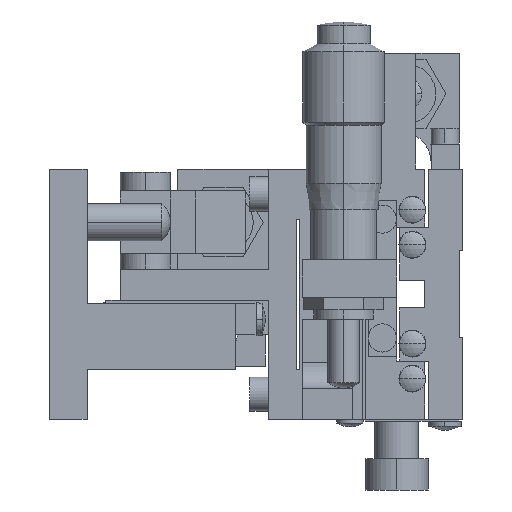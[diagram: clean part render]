
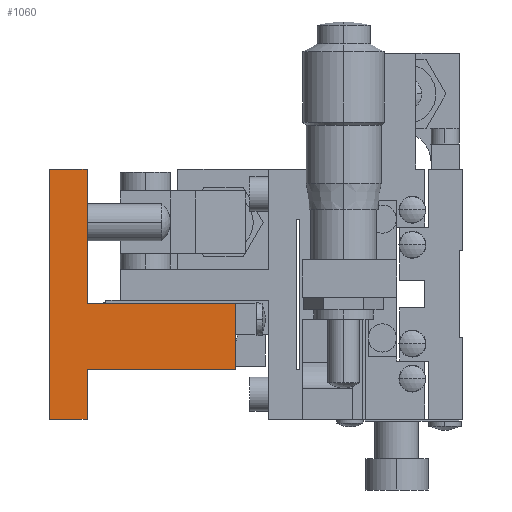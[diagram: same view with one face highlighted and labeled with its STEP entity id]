
A CAD part, left-side view. The second image highlights one B-rep face of the part: STEP entity #1060.
In plain terms, the highlighted planar face has unit normal (-1, 0, 0).
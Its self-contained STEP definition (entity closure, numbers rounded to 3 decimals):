
#1060 = ADVANCED_FACE ( 'NONE', ( #4202 ), #4203, .F. ) ;
#1834 = VECTOR ( 'NONE', #11863, 1000. ) ;
#1878 = VECTOR ( 'NONE', #11967, 1000. ) ;
#1879 = VECTOR ( 'NONE', #11977, 1000. ) ;
#1885 = VECTOR ( 'NONE', #11986, 1000. ) ;
#1887 = VECTOR ( 'NONE', #11992, 1000. ) ;
#1895 = VECTOR ( 'NONE', #12040, 1000. ) ;
#1920 = VECTOR ( 'NONE', #12091, 1000. ) ;
#1932 = VECTOR ( 'NONE', #12094, 1000. ) ;
#1933 = VECTOR ( 'NONE', #12098, 1000. ) ;
#2226 = EDGE_CURVE ( 'NONE', #2916, #2917, #11861, .T. ) ;
#2260 = EDGE_CURVE ( 'NONE', #2901, #2900, #11964, .T. ) ;
#2264 = EDGE_CURVE ( 'NONE', #2899, #2908, #11951, .T. ) ;
#2267 = EDGE_CURVE ( 'NONE', #2908, #2917, #11984, .T. ) ;
#2269 = EDGE_CURVE ( 'NONE', #2901, #2916, #11990, .T. ) ;
#2285 = EDGE_CURVE ( 'NONE', #2899, #2888, #12036, .T. ) ;
#2302 = EDGE_CURVE ( 'NONE', #2900, #2890, #12079, .T. ) ;
#2303 = EDGE_CURVE ( 'NONE', #2890, #2889, #12092, .T. ) ;
#2304 = EDGE_CURVE ( 'NONE', #2888, #2889, #12095, .T. ) ;
#2888 = VERTEX_POINT ( 'NONE', #13736 ) ;
#2889 = VERTEX_POINT ( 'NONE', #13731 ) ;
#2890 = VERTEX_POINT ( 'NONE', #13737 ) ;
#2899 = VERTEX_POINT ( 'NONE', #13746 ) ;
#2900 = VERTEX_POINT ( 'NONE', #13747 ) ;
#2901 = VERTEX_POINT ( 'NONE', #13748 ) ;
#2908 = VERTEX_POINT ( 'NONE', #13755 ) ;
#2916 = VERTEX_POINT ( 'NONE', #13763 ) ;
#2917 = VERTEX_POINT ( 'NONE', #13764 ) ;
#4194 = CARTESIAN_POINT ( 'NONE',  ( -20., 60., -40. ) ) ;
#4202 = FACE_OUTER_BOUND ( 'NONE', #7665, .T. ) ;
#4203 = PLANE ( 'NONE',  #4525 ) ;
#4205 = DIRECTION ( 'NONE',  ( 1., 0., 0. ) ) ;
#4206 = DIRECTION ( 'NONE',  ( 0., 0., -1. ) ) ;
#4525 = AXIS2_PLACEMENT_3D ( 'NONE', #4194, #4205, #4206 ) ;
#7665 = EDGE_LOOP ( 'NONE', ( #8764, #8762, #8761, #8753, #8750, #8745, #8744, #8743, #8742 ) ) ;
#8742 = ORIENTED_EDGE ( 'NONE', *, *, #2264, .T. ) ;
#8743 = ORIENTED_EDGE ( 'NONE', *, *, #2285, .F. ) ;
#8744 = ORIENTED_EDGE ( 'NONE', *, *, #2304, .F. ) ;
#8745 = ORIENTED_EDGE ( 'NONE', *, *, #2303, .T. ) ;
#8750 = ORIENTED_EDGE ( 'NONE', *, *, #2302, .T. ) ;
#8753 = ORIENTED_EDGE ( 'NONE', *, *, #2260, .T. ) ;
#8761 = ORIENTED_EDGE ( 'NONE', *, *, #2269, .F. ) ;
#8762 = ORIENTED_EDGE ( 'NONE', *, *, #2226, .F. ) ;
#8764 = ORIENTED_EDGE ( 'NONE', *, *, #2267, .T. ) ;
#11861 = LINE ( 'NONE', #11862, #1834 ) ;
#11862 = CARTESIAN_POINT ( 'NONE',  ( -20., 30.3, -32. ) ) ;
#11863 = DIRECTION ( 'NONE',  ( 0., 1., 0. ) ) ;
#11951 = LINE ( 'NONE', #11976, #1879 ) ;
#11964 = LINE ( 'NONE', #11966, #1878 ) ;
#11966 = CARTESIAN_POINT ( 'NONE',  ( -20., 30.3, -21.5 ) ) ;
#11967 = DIRECTION ( 'NONE',  ( 0., 1., 0. ) ) ;
#11976 = CARTESIAN_POINT ( 'NONE',  ( -20., 60., -40. ) ) ;
#11977 = DIRECTION ( 'NONE',  ( 0., -1., 0. ) ) ;
#11984 = LINE ( 'NONE', #11985, #1885 ) ;
#11985 = CARTESIAN_POINT ( 'NONE',  ( -20., 54., -40. ) ) ;
#11986 = DIRECTION ( 'NONE',  ( 0., 0., 1. ) ) ;
#11990 = LINE ( 'NONE', #11991, #1887 ) ;
#11991 = CARTESIAN_POINT ( 'NONE',  ( -20., 30.3, -32. ) ) ;
#11992 = DIRECTION ( 'NONE',  ( 0., 0., -1. ) ) ;
#12021 = CARTESIAN_POINT ( 'NONE',  ( -20., 60., -40. ) ) ;
#12036 = LINE ( 'NONE', #12021, #1895 ) ;
#12040 = DIRECTION ( 'NONE',  ( 0., 0., 1. ) ) ;
#12079 = LINE ( 'NONE', #12090, #1920 ) ;
#12090 = CARTESIAN_POINT ( 'NONE',  ( -20., 53.999, -21.5 ) ) ;
#12091 = DIRECTION ( 'NONE',  ( 0., 0.707, -0.707 ) ) ;
#12092 = LINE ( 'NONE', #12093, #1932 ) ;
#12093 = CARTESIAN_POINT ( 'NONE',  ( -20., 54., -40. ) ) ;
#12094 = DIRECTION ( 'NONE',  ( 0., 0., 1. ) ) ;
#12095 = LINE ( 'NONE', #12097, #1933 ) ;
#12097 = CARTESIAN_POINT ( 'NONE',  ( -20., 60., 0. ) ) ;
#12098 = DIRECTION ( 'NONE',  ( 0., -1., 0. ) ) ;
#13731 = CARTESIAN_POINT ( 'NONE',  ( -20., 54., 0. ) ) ;
#13736 = CARTESIAN_POINT ( 'NONE',  ( -20., 60., 0. ) ) ;
#13737 = CARTESIAN_POINT ( 'NONE',  ( -20., 54., -21.501 ) ) ;
#13746 = CARTESIAN_POINT ( 'NONE',  ( -20., 60., -40. ) ) ;
#13747 = CARTESIAN_POINT ( 'NONE',  ( -20., 53.999, -21.5 ) ) ;
#13748 = CARTESIAN_POINT ( 'NONE',  ( -20., 30.3, -21.5 ) ) ;
#13755 = CARTESIAN_POINT ( 'NONE',  ( -20., 54., -40. ) ) ;
#13763 = CARTESIAN_POINT ( 'NONE',  ( -20., 30.3, -32. ) ) ;
#13764 = CARTESIAN_POINT ( 'NONE',  ( -20., 54., -32. ) ) ;
